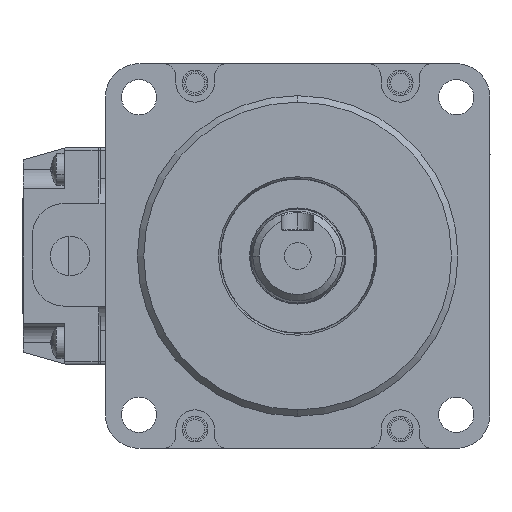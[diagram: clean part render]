
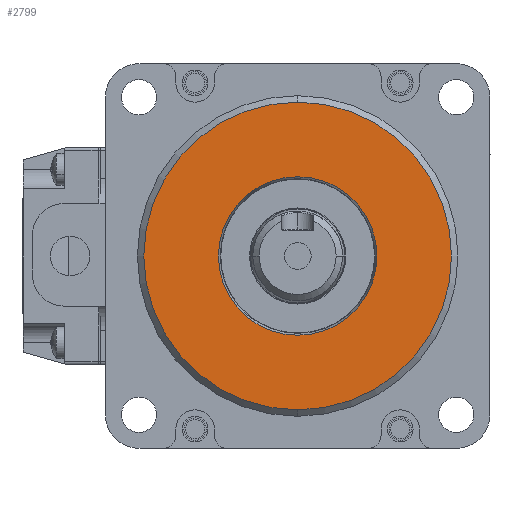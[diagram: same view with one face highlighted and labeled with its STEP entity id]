
A CAD part, left-side view. The second image highlights one B-rep face of the part: STEP entity #2799.
In plain terms, the highlighted planar face has unit normal (-1, 0, 0).
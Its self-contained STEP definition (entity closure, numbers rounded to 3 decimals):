
#262 = FACE_OUTER_BOUND ( 'NONE', #14089, .T. ) ;
#263 = DIRECTION ( 'NONE',  ( 0., 0., 1. ) ) ;
#783 = ORIENTED_EDGE ( 'NONE', *, *, #23087, .T. ) ;
#2055 = CARTESIAN_POINT ( 'NONE',  ( 27., 0., 0. ) ) ;
#2323 = VERTEX_POINT ( 'NONE', #11907 ) ;
#2799 = ADVANCED_FACE ( 'NONE', ( #12872, #262 ), #11247, .T. ) ;
#5635 = EDGE_CURVE ( 'NONE', #8332, #2323, #22052, .T. ) ;
#8125 = CIRCLE ( 'NONE', #13990, 12.364 ) ;
#8224 = CARTESIAN_POINT ( 'NONE',  ( 27., 0., 0. ) ) ;
#8332 = VERTEX_POINT ( 'NONE', #9870 ) ;
#8367 = AXIS2_PLACEMENT_3D ( 'NONE', #2055, #20176, #263 ) ;
#9066 = CARTESIAN_POINT ( 'NONE',  ( 27., 0., 0. ) ) ;
#9499 = DIRECTION ( 'NONE',  ( -1., 0., 0. ) ) ;
#9870 = CARTESIAN_POINT ( 'NONE',  ( 27., 0., -24. ) ) ;
#10840 = ORIENTED_EDGE ( 'NONE', *, *, #5635, .T. ) ;
#11247 = PLANE ( 'NONE',  #8367 ) ;
#11423 = EDGE_LOOP ( 'NONE', ( #783, #15987 ) ) ;
#11495 = DIRECTION ( 'NONE',  ( 0., 0., 1. ) ) ;
#11907 = CARTESIAN_POINT ( 'NONE',  ( 27., 0., 24. ) ) ;
#11992 = DIRECTION ( 'NONE',  ( 1., 0., 0. ) ) ;
#12837 = DIRECTION ( 'NONE',  ( 1., 0., 0. ) ) ;
#12872 = FACE_BOUND ( 'NONE', #11423, .T. ) ;
#13179 = CARTESIAN_POINT ( 'NONE',  ( 27., 0., 0. ) ) ;
#13990 = AXIS2_PLACEMENT_3D ( 'NONE', #8224, #11992, #17945 ) ;
#14089 = EDGE_LOOP ( 'NONE', ( #10840, #21358 ) ) ;
#14219 = DIRECTION ( 'NONE',  ( 0., 0., 1. ) ) ;
#14467 = CARTESIAN_POINT ( 'NONE',  ( 27., 0., 0. ) ) ;
#15187 = EDGE_CURVE ( 'NONE', #20983, #21767, #19110, .T. ) ;
#15901 = DIRECTION ( 'NONE',  ( -1., 0., 0. ) ) ;
#15987 = ORIENTED_EDGE ( 'NONE', *, *, #15187, .T. ) ;
#16756 = DIRECTION ( 'NONE',  ( 0., 0., 1. ) ) ;
#16966 = AXIS2_PLACEMENT_3D ( 'NONE', #9066, #12837, #11495 ) ;
#17945 = DIRECTION ( 'NONE',  ( 0., 0., 1. ) ) ;
#17973 = CARTESIAN_POINT ( 'NONE',  ( 27., 0., 12.364 ) ) ;
#18393 = CIRCLE ( 'NONE', #20329, 24. ) ;
#19011 = AXIS2_PLACEMENT_3D ( 'NONE', #14467, #15901, #14219 ) ;
#19110 = CIRCLE ( 'NONE', #16966, 12.364 ) ;
#19784 = EDGE_CURVE ( 'NONE', #2323, #8332, #18393, .T. ) ;
#20176 = DIRECTION ( 'NONE',  ( -1., 0., 0. ) ) ;
#20329 = AXIS2_PLACEMENT_3D ( 'NONE', #13179, #9499, #16756 ) ;
#20705 = CARTESIAN_POINT ( 'NONE',  ( 27., 0., -12.364 ) ) ;
#20983 = VERTEX_POINT ( 'NONE', #20705 ) ;
#21358 = ORIENTED_EDGE ( 'NONE', *, *, #19784, .T. ) ;
#21767 = VERTEX_POINT ( 'NONE', #17973 ) ;
#22052 = CIRCLE ( 'NONE', #19011, 24. ) ;
#23087 = EDGE_CURVE ( 'NONE', #21767, #20983, #8125, .T. ) ;
